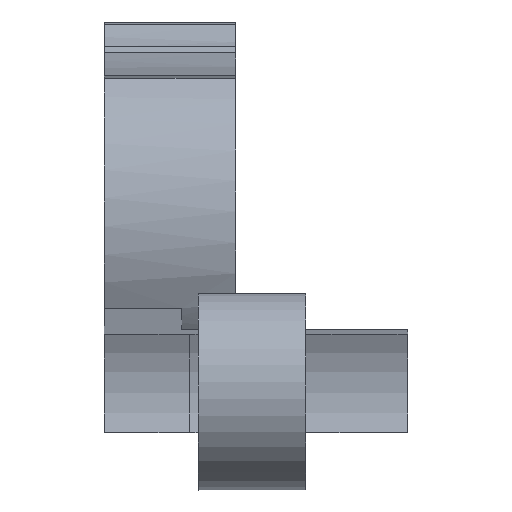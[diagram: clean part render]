
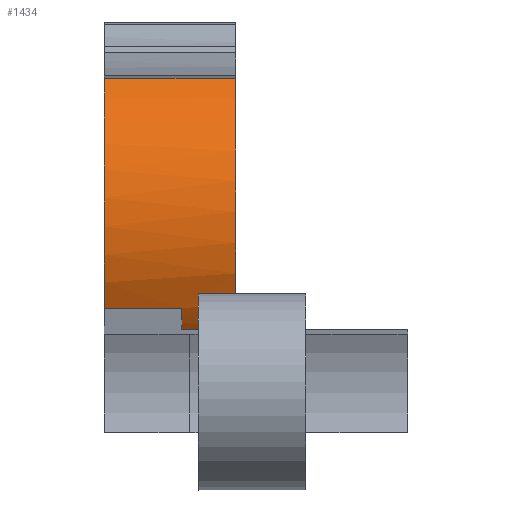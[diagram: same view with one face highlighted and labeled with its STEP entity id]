
A CAD part, left-side view. The second image highlights one B-rep face of the part: STEP entity #1434.
In plain terms, the highlighted cylindrical face has radius 10 mm (diameter 20 mm), a partial arc.
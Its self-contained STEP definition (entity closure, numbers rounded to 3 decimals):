
#16=CYLINDRICAL_SURFACE('',#1517,10.);
#43=CIRCLE('',#1480,10.);
#49=CIRCLE('',#1505,10.);
#58=CIRCLE('',#1518,10.);
#170=LINE('',#3981,#280);
#180=LINE('',#4065,#290);
#189=LINE('',#4083,#299);
#280=VECTOR('',#1683,10.);
#290=VECTOR('',#1723,10.);
#299=VECTOR('',#1734,10.);
#367=FACE_OUTER_BOUND('',#440,.T.);
#440=EDGE_LOOP('',(#1246,#1247,#1248,#1249,#1250,#1251));
#595=VERTEX_POINT('',#2397);
#596=VERTEX_POINT('',#2399);
#662=VERTEX_POINT('',#3979);
#667=VERTEX_POINT('',#4041);
#673=VERTEX_POINT('',#4063);
#681=VERTEX_POINT('',#4082);
#750=EDGE_CURVE('',#595,#596,#43,.T.);
#855=EDGE_CURVE('',#662,#595,#170,.T.);
#863=EDGE_CURVE('',#667,#662,#49,.F.);
#877=EDGE_CURVE('',#667,#673,#180,.T.);
#886=EDGE_CURVE('',#596,#681,#189,.T.);
#889=EDGE_CURVE('',#673,#681,#58,.T.);
#1246=ORIENTED_EDGE('',*,*,#863,.F.);
#1247=ORIENTED_EDGE('',*,*,#877,.T.);
#1248=ORIENTED_EDGE('',*,*,#889,.T.);
#1249=ORIENTED_EDGE('',*,*,#886,.F.);
#1250=ORIENTED_EDGE('',*,*,#750,.F.);
#1251=ORIENTED_EDGE('',*,*,#855,.F.);
#1434=ADVANCED_FACE('',(#367),#16,.T.);
#1480=AXIS2_PLACEMENT_3D('',#2400,#1589,#1590);
#1505=AXIS2_PLACEMENT_3D('',#4043,#1696,#1697);
#1517=AXIS2_PLACEMENT_3D('',#4087,#1737,#1738);
#1518=AXIS2_PLACEMENT_3D('',#4088,#1739,#1740);
#1589=DIRECTION('center_axis',(0.,-1.,0.));
#1590=DIRECTION('ref_axis',(-0.996,0.,-0.087));
#1683=DIRECTION('',(0.,-1.,0.));
#1696=DIRECTION('center_axis',(0.,-1.,0.));
#1697=DIRECTION('ref_axis',(-0.996,0.,-0.087));
#1723=DIRECTION('',(0.,-1.,0.));
#1734=DIRECTION('',(0.,1.,0.));
#1737=DIRECTION('center_axis',(0.,-1.,0.));
#1738=DIRECTION('ref_axis',(-0.996,0.,-0.087));
#1739=DIRECTION('center_axis',(0.,-1.,0.));
#1740=DIRECTION('ref_axis',(0.087,0.,-0.996));
#2397=CARTESIAN_POINT('',(-86.347,195.638,15.371));
#2399=CARTESIAN_POINT('',(-88.463,195.635,1.388));
#2400=CARTESIAN_POINT('Origin',(-80.414,195.635,7.322));
#3979=CARTESIAN_POINT('',(-86.347,202.94,15.371));
#3981=CARTESIAN_POINT('',(-86.347,202.94,15.371));
#4041=CARTESIAN_POINT('',(-89.201,202.94,2.549));
#4043=CARTESIAN_POINT('Origin',(-80.414,202.94,7.322));
#4063=CARTESIAN_POINT('',(-89.201,198.635,2.549));
#4065=CARTESIAN_POINT('',(-89.201,202.94,2.549));
#4082=CARTESIAN_POINT('',(-88.463,198.635,1.388));
#4083=CARTESIAN_POINT('',(-88.463,202.94,1.388));
#4087=CARTESIAN_POINT('Origin',(-80.414,202.94,7.322));
#4088=CARTESIAN_POINT('Origin',(-80.414,198.635,7.322));
